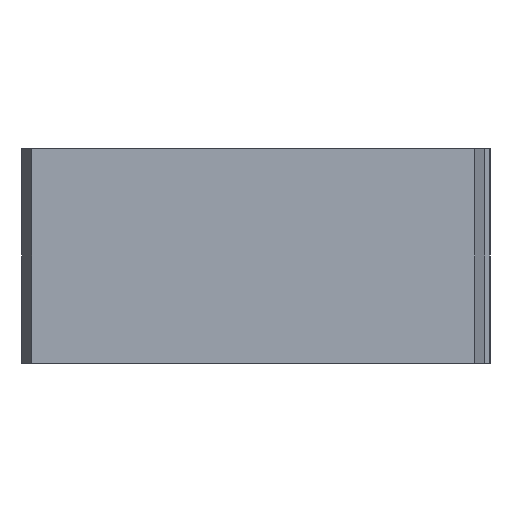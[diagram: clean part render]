
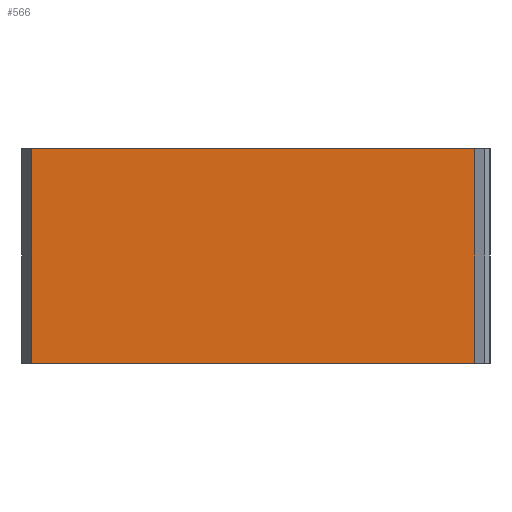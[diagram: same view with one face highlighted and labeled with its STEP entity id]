
A CAD part, front view. The second image highlights one B-rep face of the part: STEP entity #566.
In plain terms, the highlighted planar face has unit normal (0, -1, 0).
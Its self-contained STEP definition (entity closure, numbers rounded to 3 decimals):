
#16 = AXIS2_PLACEMENT_3D ( 'NONE', #195, #31, #456 ) ;
#29 = DIRECTION ( 'NONE',  ( 0., 0., 1. ) ) ;
#31 = DIRECTION ( 'NONE',  ( 0., -1., 0. ) ) ;
#42 = DIRECTION ( 'NONE',  ( 1., 0., 0. ) ) ;
#59 = CARTESIAN_POINT ( 'NONE',  ( -85.016, -83.106, -32.9 ) ) ;
#126 = VECTOR ( 'NONE', #399, 1000. ) ;
#152 = LINE ( 'NONE', #538, #555 ) ;
#164 = EDGE_LOOP ( 'NONE', ( #358, #245, #516, #447 ) ) ;
#183 = CARTESIAN_POINT ( 'NONE',  ( -85.016, -83.106, -33. ) ) ;
#195 = CARTESIAN_POINT ( 'NONE',  ( -66.488, -83.106, -32.9 ) ) ;
#245 = ORIENTED_EDGE ( 'NONE', *, *, #594, .F. ) ;
#248 = CARTESIAN_POINT ( 'NONE',  ( -52.936, -83.106, -17.4 ) ) ;
#258 = VERTEX_POINT ( 'NONE', #59 ) ;
#298 = CARTESIAN_POINT ( 'NONE',  ( -52.936, -83.106, -32.9 ) ) ;
#302 = LINE ( 'NONE', #618, #126 ) ;
#310 = CARTESIAN_POINT ( 'NONE',  ( -76.508, -83.106, -17.4 ) ) ;
#358 = ORIENTED_EDGE ( 'NONE', *, *, #542, .F. ) ;
#393 = EDGE_CURVE ( 'NONE', #469, #258, #152, .T. ) ;
#399 = DIRECTION ( 'NONE',  ( 0., 0., -1. ) ) ;
#404 = FACE_OUTER_BOUND ( 'NONE', #164, .T. ) ;
#441 = VECTOR ( 'NONE', #42, 1000. ) ;
#447 = ORIENTED_EDGE ( 'NONE', *, *, #393, .F. ) ;
#449 = PLANE ( 'NONE',  #16 ) ;
#453 = VERTEX_POINT ( 'NONE', #248 ) ;
#456 = DIRECTION ( 'NONE',  ( 0., 0., -1. ) ) ;
#460 = VECTOR ( 'NONE', #29, 1000. ) ;
#469 = VERTEX_POINT ( 'NONE', #298 ) ;
#486 = EDGE_CURVE ( 'NONE', #258, #503, #591, .T. ) ;
#503 = VERTEX_POINT ( 'NONE', #548 ) ;
#516 = ORIENTED_EDGE ( 'NONE', *, *, #486, .F. ) ;
#538 = CARTESIAN_POINT ( 'NONE',  ( -76.508, -83.106, -32.9 ) ) ;
#542 = EDGE_CURVE ( 'NONE', #453, #469, #302, .T. ) ;
#545 = LINE ( 'NONE', #310, #441 ) ;
#548 = CARTESIAN_POINT ( 'NONE',  ( -85.016, -83.106, -17.4 ) ) ;
#555 = VECTOR ( 'NONE', #596, 1000. ) ;
#566 = ADVANCED_FACE ( 'NONE', ( #404 ), #449, .T. ) ;
#591 = LINE ( 'NONE', #183, #460 ) ;
#594 = EDGE_CURVE ( 'NONE', #503, #453, #545, .T. ) ;
#596 = DIRECTION ( 'NONE',  ( -1., 0., 0. ) ) ;
#618 = CARTESIAN_POINT ( 'NONE',  ( -52.936, -83.106, -33. ) ) ;
